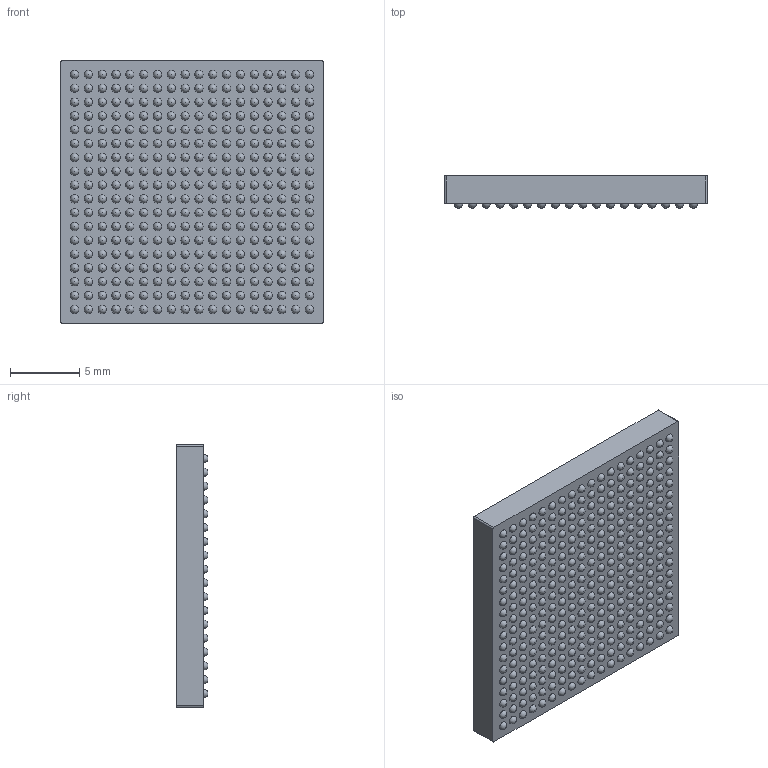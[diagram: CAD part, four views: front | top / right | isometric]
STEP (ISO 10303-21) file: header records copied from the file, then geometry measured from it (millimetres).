
FILE_DESCRIPTION (( 'STEP AP214' ), '1' );
FILE_NAME ('User Library-BGA 324 1mm.STEP', '2014-07-16T20:19:26', ( 'Windows User' ), ( '' ), 'SwSTEP 2.0', 'SolidWorks 2014', '' );
FILE_SCHEMA (( 'AUTOMOTIVE_DESIGN' ));
Length unit declared in the file: millimetre
Products named in the file (1): User Library-BGA 324 1mm
Bounding box: 19 x 2.31 x 19 mm (x, y, z)
Volume: 740.4 mm3; surface area: 965.9 mm2
Topology: 1 solids, 1 shells, 431 faces, 1902 edges, 1484 vertices
Faces by surface type: sphere 324, plane 63, bspline 38, cylinder 6
Entity records: 19915 total; most frequent: CARTESIAN_POINT 4636, DIRECTION 2302, ORIENTED_EDGE 1860, AXIS2_PLACEMENT_3D 1054, EDGE_CURVE 930, VERTEX_POINT 836, EDGE_LOOP 766, CIRCLE 660
